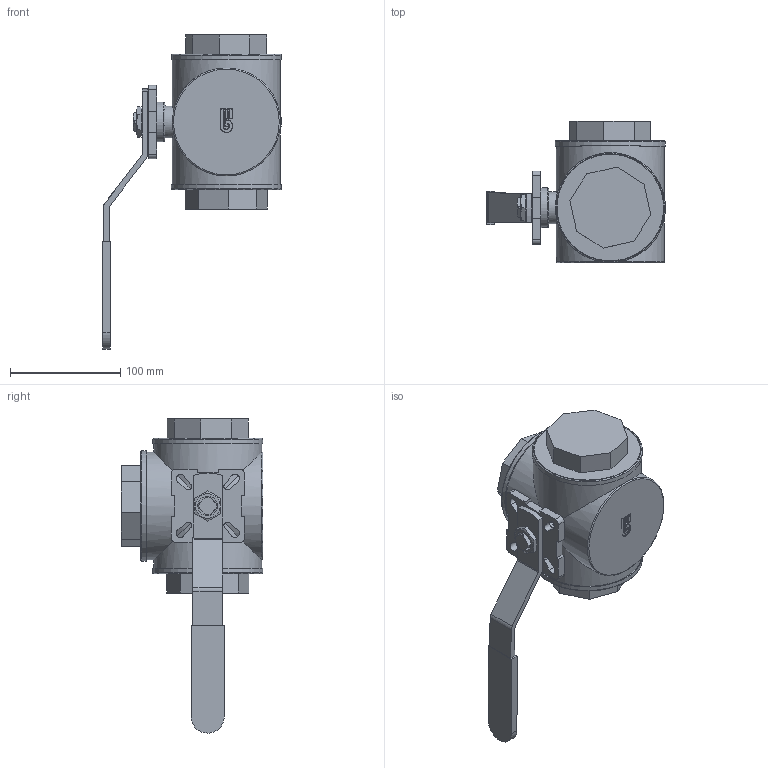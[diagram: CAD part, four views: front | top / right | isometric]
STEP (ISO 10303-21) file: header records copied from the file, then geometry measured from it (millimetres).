
FILE_DESCRIPTION(/* description */ (''),/* implementation_level */ '2;1');
FILE_NAME(/* name */ '204009.stp',/* time_stamp */ '2021-05-27T15:38:35+02:00',/* author */ ('M.CANAL'),/* organization */ (''),/* preprocessor_version */ 'ST-DEVELOPER v18.1',/* originating_system */ 'Autodesk Inventor 2021',/* authorisation */ '');
FILE_SCHEMA (('AUTOMOTIVE_DESIGN { 1 0 10303 214 3 1 1 }'));
Length unit declared in the file: millimetre
Products named in the file (1): 204009
Bounding box: 162.39 x 128.6 x 285.44 mm (x, y, z)
Volume: 1428806.7 mm3; surface area: 106706.6 mm2
Topology: 1 solids, 1 shells, 206 faces, 516 edges, 323 vertices
Faces by surface type: plane 130, cylinder 63, torus 7, cone 6
Full cylindrical faces by diameter (mm): 29 x1, 36 x1, 96.875 x3, 98 x3, 100 x3
Entity records: 6323 total; most frequent: CARTESIAN_POINT 1170, DIRECTION 1033, ORIENTED_EDGE 1032, EDGE_CURVE 516, LINE 353, VECTOR 353, AXIS2_PLACEMENT_3D 340, VERTEX_POINT 323
